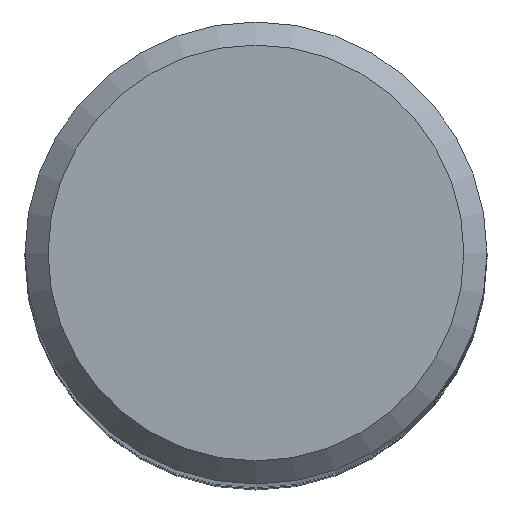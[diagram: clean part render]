
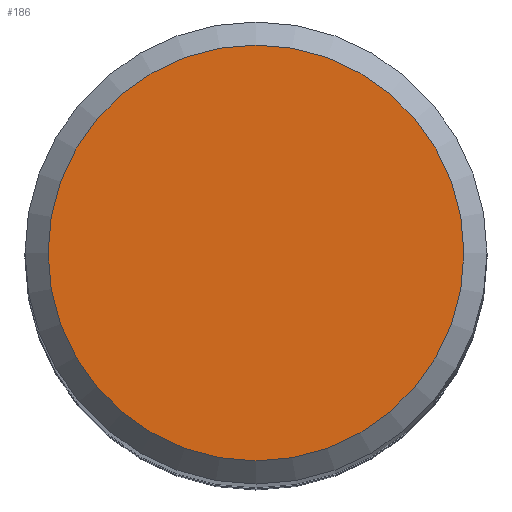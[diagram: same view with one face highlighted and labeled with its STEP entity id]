
A CAD part, top view. The second image highlights one B-rep face of the part: STEP entity #186.
In plain terms, the highlighted planar face has unit normal (0, 0, 1).
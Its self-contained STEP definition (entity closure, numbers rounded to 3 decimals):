
#8 = CARTESIAN_POINT ( 'NONE',  ( 0., 4.5, 75. ) ) ;
#21 = EDGE_LOOP ( 'NONE', ( #171 ) ) ;
#25 = DIRECTION ( 'NONE',  ( 0., 0., -1. ) ) ;
#40 = DIRECTION ( 'NONE',  ( 0., 1., 0. ) ) ;
#52 = DIRECTION ( 'NONE',  ( 0., 0., -1. ) ) ;
#75 = AXIS2_PLACEMENT_3D ( 'NONE', #202, #52, #112 ) ;
#77 = PLANE ( 'NONE',  #75 ) ;
#112 = DIRECTION ( 'NONE',  ( 0., 1., 0. ) ) ;
#132 = FACE_OUTER_BOUND ( 'NONE', #21, .T. ) ;
#146 = EDGE_CURVE ( 'NONE', #195, #195, #152, .T. ) ;
#152 = CIRCLE ( 'NONE', #205, 4.5 ) ;
#171 = ORIENTED_EDGE ( 'NONE', *, *, #146, .F. ) ;
#186 = ADVANCED_FACE ( 'NONE', ( #132 ), #77, .F. ) ;
#195 = VERTEX_POINT ( 'NONE', #8 ) ;
#202 = CARTESIAN_POINT ( 'NONE',  ( 0., 0., 75. ) ) ;
#205 = AXIS2_PLACEMENT_3D ( 'NONE', #215, #25, #40 ) ;
#215 = CARTESIAN_POINT ( 'NONE',  ( 0., 0., 75. ) ) ;
